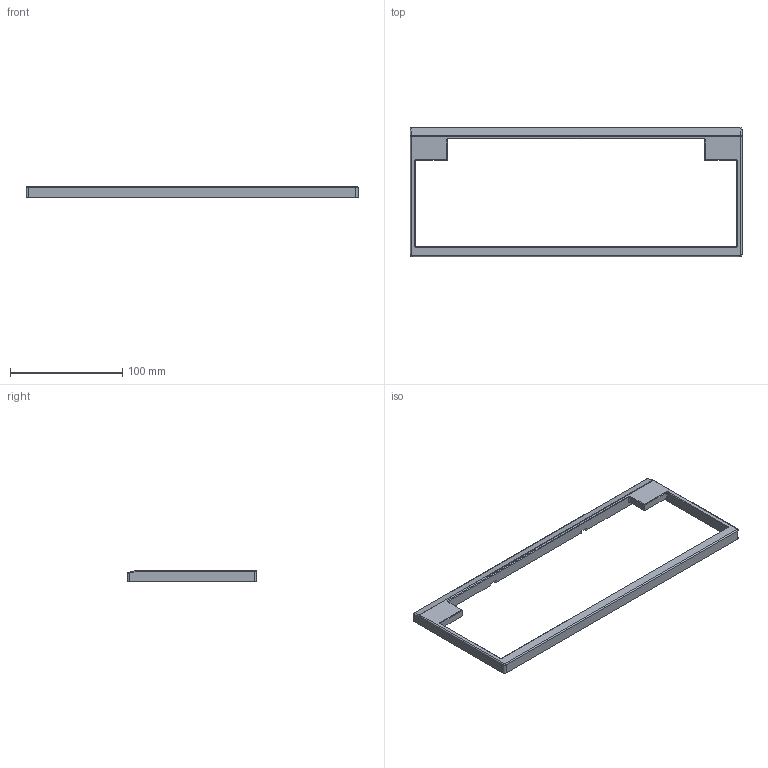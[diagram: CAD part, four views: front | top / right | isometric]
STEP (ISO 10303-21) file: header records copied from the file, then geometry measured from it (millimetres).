
FILE_DESCRIPTION(/* description */ (''),/* implementation_level */ '2;1');
FILE_NAME(/* name */ 'sammy60_top_HHKB_v5.step',/* time_stamp */ '2023-07-10T21:36:22-06:00',/* author */ (''),/* organization */ (''),/* preprocessor_version */ 'ST-DEVELOPER v19.2',/* originating_system */ 'Autodesk Translation Framework v12.6.0.85',/* authorisation */ '');
FILE_SCHEMA (('AUTOMOTIVE_DESIGN { 1 0 10303 214 3 1 1 }'));
Length unit declared in the file: millimetre
Products named in the file (1): sammy60_top_HHKB_v4
Bounding box: 296.3 x 115.87 x 10 mm (x, y, z)
Volume: 70214.8 mm3; surface area: 31818.5 mm2
Topology: 1 solids, 1 shells, 156 faces, 390 edges, 248 vertices
Faces by surface type: plane 69, cylinder 67, cone 14, bspline 4, sphere 2
Full cylindrical faces by diameter (mm): 2.075 x16
Entity records: 4704 total; most frequent: CARTESIAN_POINT 851, DIRECTION 832, ORIENTED_EDGE 764, EDGE_CURVE 382, AXIS2_PLACEMENT_3D 297, VERTEX_POINT 248, LINE 238, VECTOR 238
